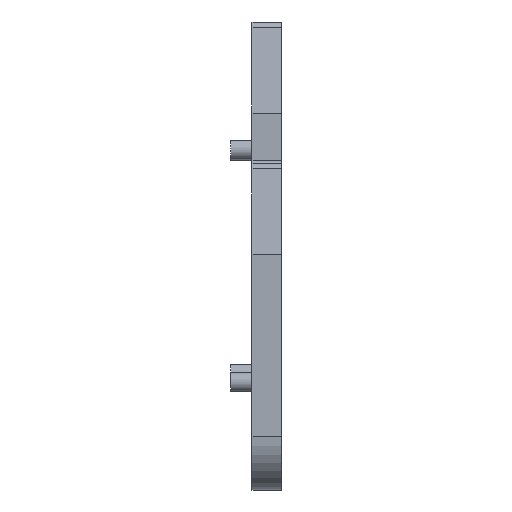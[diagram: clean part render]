
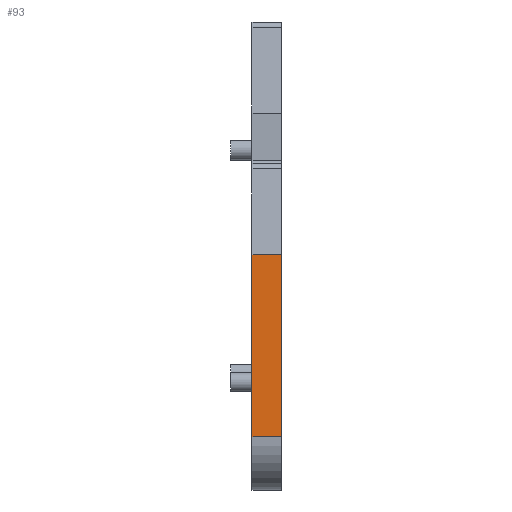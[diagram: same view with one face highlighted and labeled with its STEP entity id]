
A CAD part, front view. The second image highlights one B-rep face of the part: STEP entity #93.
In plain terms, the highlighted planar face has unit normal (0, -1, 0).
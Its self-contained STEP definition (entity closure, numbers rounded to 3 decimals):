
#93 = ADVANCED_FACE( '', ( #205 ), #206, .T. );
#205 = FACE_OUTER_BOUND( '', #332, .T. );
#206 = PLANE( '', #333 );
#332 = EDGE_LOOP( '', ( #518, #519, #520, #521 ) );
#333 = AXIS2_PLACEMENT_3D( '', #522, #523, #524 );
#518 = ORIENTED_EDGE( '', *, *, #784, .F. );
#519 = ORIENTED_EDGE( '', *, *, #785, .F. );
#520 = ORIENTED_EDGE( '', *, *, #786, .T. );
#521 = ORIENTED_EDGE( '', *, *, #787, .T. );
#522 = CARTESIAN_POINT( '', ( -2.2, -31.4, 7.537 ) );
#523 = DIRECTION( '', ( 0., -1., 0. ) );
#524 = DIRECTION( '', ( 0., 0., -1. ) );
#784 = EDGE_CURVE( '', #948, #949, #950, .T. );
#785 = EDGE_CURVE( '', #951, #948, #952, .T. );
#786 = EDGE_CURVE( '', #951, #953, #954, .T. );
#787 = EDGE_CURVE( '', #953, #949, #955, .T. );
#948 = VERTEX_POINT( '', #1159 );
#949 = VERTEX_POINT( '', #1160 );
#950 = LINE( '', #1161, #1162 );
#951 = VERTEX_POINT( '', #1163 );
#952 = LINE( '', #1164, #1165 );
#953 = VERTEX_POINT( '', #1166 );
#954 = LINE( '', #1167, #1168 );
#955 = LINE( '', #1169, #1170 );
#1159 = CARTESIAN_POINT( '', ( 0., -31.4, 7.537 ) );
#1160 = CARTESIAN_POINT( '', ( 0., -31.4, -6.1 ) );
#1161 = CARTESIAN_POINT( '', ( 0., -31.4, 7.537 ) );
#1162 = VECTOR( '', #1353, 1000. );
#1163 = CARTESIAN_POINT( '', ( -2.2, -31.4, 7.537 ) );
#1164 = CARTESIAN_POINT( '', ( -2.2, -31.4, 7.537 ) );
#1165 = VECTOR( '', #1354, 1000. );
#1166 = CARTESIAN_POINT( '', ( -2.2, -31.4, -6.1 ) );
#1167 = CARTESIAN_POINT( '', ( -2.2, -31.4, 7.537 ) );
#1168 = VECTOR( '', #1355, 1000. );
#1169 = CARTESIAN_POINT( '', ( -2.2, -31.4, -6.1 ) );
#1170 = VECTOR( '', #1356, 1000. );
#1353 = DIRECTION( '', ( 0., 0., -1. ) );
#1354 = DIRECTION( '', ( 1., 0., 0. ) );
#1355 = DIRECTION( '', ( 0., 0., -1. ) );
#1356 = DIRECTION( '', ( 1., 0., 0. ) );
